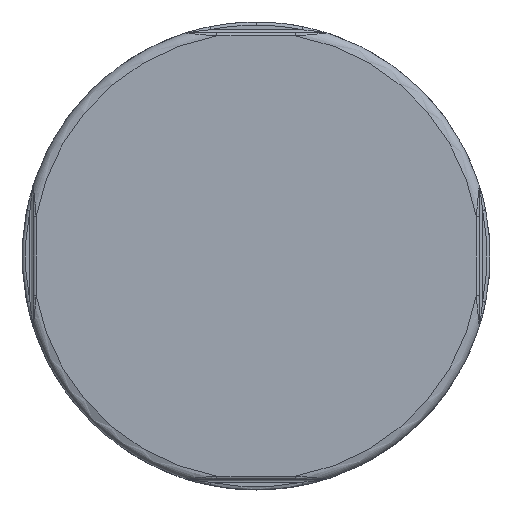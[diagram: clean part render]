
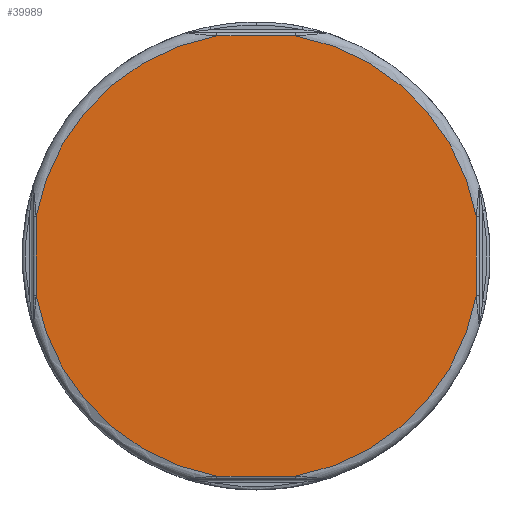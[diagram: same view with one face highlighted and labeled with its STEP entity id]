
A CAD part, front view. The second image highlights one B-rep face of the part: STEP entity #39989.
In plain terms, the highlighted planar face has unit normal (0, -1, 0).
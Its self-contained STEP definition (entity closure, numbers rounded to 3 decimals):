
#100 = CIRCLE ( 'NONE', #15050, 215. ) ;
#121 = AXIS2_PLACEMENT_3D ( 'NONE', #29464, #12286, #25891 ) ;
#341 = ORIENTED_EDGE ( 'NONE', *, *, #43837, .T. ) ;
#1058 = VERTEX_POINT ( 'NONE', #39863 ) ;
#1498 = EDGE_CURVE ( 'NONE', #25337, #34541, #100, .T. ) ;
#2526 = EDGE_CURVE ( 'NONE', #37422, #25337, #31546, .T. ) ;
#3212 = DIRECTION ( 'NONE',  ( 0., -1., 0. ) ) ;
#4178 = ORIENTED_EDGE ( 'NONE', *, *, #30922, .T. ) ;
#4358 = CIRCLE ( 'NONE', #121, 215. ) ;
#4940 = CARTESIAN_POINT ( 'NONE',  ( 0., 0., 0. ) ) ;
#4995 = AXIS2_PLACEMENT_3D ( 'NONE', #22778, #13401, #20102 ) ;
#5275 = ORIENTED_EDGE ( 'NONE', *, *, #27885, .T. ) ;
#5497 = DIRECTION ( 'NONE',  ( 0., 0., -1. ) ) ;
#6959 = DIRECTION ( 'NONE',  ( 0., -1., 0. ) ) ;
#7252 = VECTOR ( 'NONE', #14363, 1000. ) ;
#9508 = CARTESIAN_POINT ( 'NONE',  ( -211.636, 0., 0. ) ) ;
#10294 = CARTESIAN_POINT ( 'NONE',  ( -211.636, 0., -37.882 ) ) ;
#12286 = DIRECTION ( 'NONE',  ( 0., -1., 0. ) ) ;
#13401 = DIRECTION ( 'NONE',  ( 0., 1., 0. ) ) ;
#13709 = CARTESIAN_POINT ( 'NONE',  ( 0., 0., 0. ) ) ;
#13988 = LINE ( 'NONE', #41194, #14018 ) ;
#14018 = VECTOR ( 'NONE', #24254, 1000. ) ;
#14363 = DIRECTION ( 'NONE',  ( 1., 0., 0. ) ) ;
#15050 = AXIS2_PLACEMENT_3D ( 'NONE', #13709, #3212, #27315 ) ;
#15396 = EDGE_CURVE ( 'NONE', #44028, #1058, #30286, .T. ) ;
#16295 = PLANE ( 'NONE',  #4995 ) ;
#16560 = VERTEX_POINT ( 'NONE', #39946 ) ;
#16921 = ORIENTED_EDGE ( 'NONE', *, *, #2526, .T. ) ;
#18449 = ORIENTED_EDGE ( 'NONE', *, *, #35659, .T. ) ;
#20025 = CARTESIAN_POINT ( 'NONE',  ( -37.882, 0., 211.636 ) ) ;
#20102 = DIRECTION ( 'NONE',  ( 0., 0., 1. ) ) ;
#20542 = EDGE_CURVE ( 'NONE', #34541, #16560, #40291, .T. ) ;
#20572 = DIRECTION ( 'NONE',  ( 0., 0., 1. ) ) ;
#21157 = VECTOR ( 'NONE', #23345, 1000. ) ;
#21283 = CARTESIAN_POINT ( 'NONE',  ( 0., 0., -211.636 ) ) ;
#22217 = VECTOR ( 'NONE', #5497, 1000. ) ;
#22778 = CARTESIAN_POINT ( 'NONE',  ( 0., 0., 0. ) ) ;
#23256 = CARTESIAN_POINT ( 'NONE',  ( -37.882, 0., -211.636 ) ) ;
#23345 = DIRECTION ( 'NONE',  ( 0., 0., 1. ) ) ;
#24254 = DIRECTION ( 'NONE',  ( -1., 0., 0. ) ) ;
#25337 = VERTEX_POINT ( 'NONE', #26387 ) ;
#25495 = EDGE_LOOP ( 'NONE', ( #27477, #5275, #18449, #16921, #41922, #27681, #341, #4178 ) ) ;
#25872 = VERTEX_POINT ( 'NONE', #32697 ) ;
#25891 = DIRECTION ( 'NONE',  ( 0., 0., 1. ) ) ;
#26387 = CARTESIAN_POINT ( 'NONE',  ( 37.882, 0., -211.636 ) ) ;
#26468 = LINE ( 'NONE', #9508, #22217 ) ;
#26567 = FACE_OUTER_BOUND ( 'NONE', #25495, .T. ) ;
#26829 = CARTESIAN_POINT ( 'NONE',  ( 0., 0., 0. ) ) ;
#26981 = CIRCLE ( 'NONE', #41206, 215. ) ;
#27315 = DIRECTION ( 'NONE',  ( 0., 0., 1. ) ) ;
#27477 = ORIENTED_EDGE ( 'NONE', *, *, #15396, .T. ) ;
#27681 = ORIENTED_EDGE ( 'NONE', *, *, #20542, .T. ) ;
#27885 = EDGE_CURVE ( 'NONE', #1058, #28497, #26468, .T. ) ;
#27947 = DIRECTION ( 'NONE',  ( 0., -1., 0. ) ) ;
#28131 = CARTESIAN_POINT ( 'NONE',  ( 211.636, 0., -37.882 ) ) ;
#28497 = VERTEX_POINT ( 'NONE', #10294 ) ;
#29464 = CARTESIAN_POINT ( 'NONE',  ( 0., 0., 0. ) ) ;
#30286 = CIRCLE ( 'NONE', #43097, 215. ) ;
#30915 = CARTESIAN_POINT ( 'NONE',  ( 211.636, 0., 0. ) ) ;
#30922 = EDGE_CURVE ( 'NONE', #25872, #44028, #13988, .T. ) ;
#31546 = LINE ( 'NONE', #21283, #7252 ) ;
#32697 = CARTESIAN_POINT ( 'NONE',  ( 37.882, 0., 211.636 ) ) ;
#34541 = VERTEX_POINT ( 'NONE', #28131 ) ;
#35659 = EDGE_CURVE ( 'NONE', #28497, #37422, #26981, .T. ) ;
#37422 = VERTEX_POINT ( 'NONE', #23256 ) ;
#39863 = CARTESIAN_POINT ( 'NONE',  ( -211.636, 0., 37.882 ) ) ;
#39946 = CARTESIAN_POINT ( 'NONE',  ( 211.636, 0., 37.882 ) ) ;
#39989 = ADVANCED_FACE ( 'NONE', ( #26567 ), #16295, .F. ) ;
#40291 = LINE ( 'NONE', #30915, #21157 ) ;
#41194 = CARTESIAN_POINT ( 'NONE',  ( 0., 0., 211.636 ) ) ;
#41206 = AXIS2_PLACEMENT_3D ( 'NONE', #4940, #27947, #41550 ) ;
#41550 = DIRECTION ( 'NONE',  ( 0., 0., 1. ) ) ;
#41922 = ORIENTED_EDGE ( 'NONE', *, *, #1498, .T. ) ;
#43097 = AXIS2_PLACEMENT_3D ( 'NONE', #26829, #6959, #20572 ) ;
#43837 = EDGE_CURVE ( 'NONE', #16560, #25872, #4358, .T. ) ;
#44028 = VERTEX_POINT ( 'NONE', #20025 ) ;
